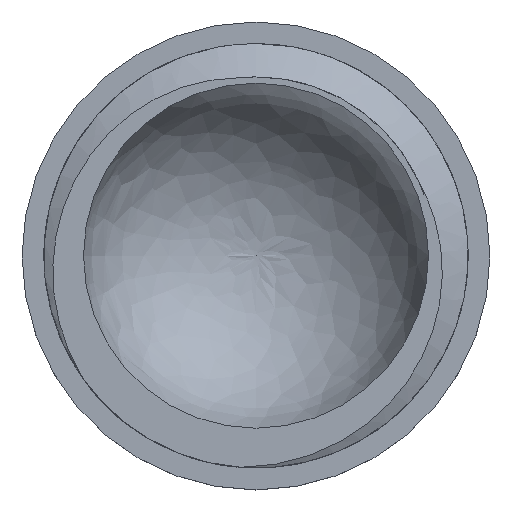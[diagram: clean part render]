
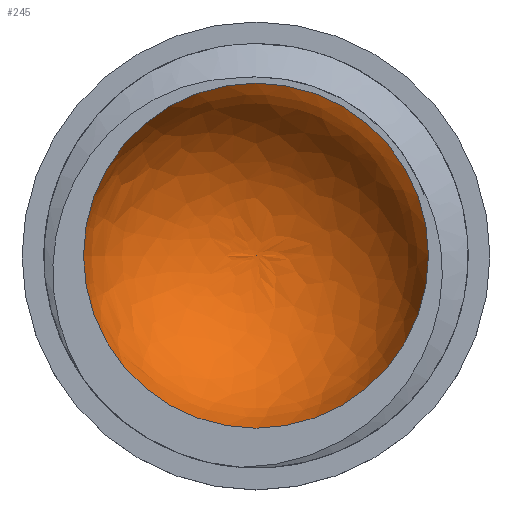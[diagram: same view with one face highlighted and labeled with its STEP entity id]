
A CAD part, top view. The second image highlights one B-rep face of the part: STEP entity #245.
In plain terms, the highlighted free-form (B-spline) face has degree [2, 2] with [3, 9] control points.
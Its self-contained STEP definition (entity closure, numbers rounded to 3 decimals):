
#20=(
BOUNDED_SURFACE()
B_SPLINE_SURFACE(2,2,((#1533,#1534,#1535,#1536,#1537,#1538,#1539,#1540,
#1541),(#1542,#1543,#1544,#1545,#1546,#1547,#1548,#1549,#1550),(#1551,#1552,
#1553,#1554,#1555,#1556,#1557,#1558,#1559)),.UNSPECIFIED.,.F.,.T.,.F.)
B_SPLINE_SURFACE_WITH_KNOTS((3,3),(3,2,2,2,3),(-1.571,-0.183),
(-3.142,-1.571,0.,1.571,3.142),
 .UNSPECIFIED.)
GEOMETRIC_REPRESENTATION_ITEM()
RATIONAL_B_SPLINE_SURFACE(((1.,0.707,1.,0.707,1.,
0.707,1.,0.707,1.),(0.769,0.544,
0.769,0.544,0.769,0.544,0.769,
0.544,0.769),(1.,0.707,1.,0.707,
1.,0.707,1.,0.707,1.)))
REPRESENTATION_ITEM('')
SURFACE()
);
#33=FACE_OUTER_BOUND('',#48,.T.);
#48=EDGE_LOOP('',(#207,#208,#209));
#60=CIRCLE('',#277,8.849);
#61=CIRCLE('',#278,9.);
#117=VERTEX_POINT('',#1560);
#118=VERTEX_POINT('',#1562);
#151=EDGE_CURVE('',#117,#117,#60,.T.);
#152=EDGE_CURVE('',#117,#118,#61,.T.);
#207=ORIENTED_EDGE('',*,*,#151,.T.);
#208=ORIENTED_EDGE('',*,*,#152,.T.);
#209=ORIENTED_EDGE('',*,*,#152,.F.);
#245=ADVANCED_FACE('',(#33),#20,.T.);
#277=AXIS2_PLACEMENT_3D('',#1561,#319,#320);
#278=AXIS2_PLACEMENT_3D('',#1563,#321,#322);
#319=DIRECTION('center_axis',(0.,0.,1.));
#320=DIRECTION('ref_axis',(1.,0.,0.));
#321=DIRECTION('center_axis',(0.,-1.,0.));
#322=DIRECTION('ref_axis',(-1.,0.,0.));
#1533=CARTESIAN_POINT('Ctrl Pts',(0.,0.101,
2.72));
#1534=CARTESIAN_POINT('Ctrl Pts',(0.,0.101,
2.72));
#1535=CARTESIAN_POINT('Ctrl Pts',(0.,0.101,2.72));
#1536=CARTESIAN_POINT('Ctrl Pts',(0.,0.101,
2.72));
#1537=CARTESIAN_POINT('Ctrl Pts',(0.,0.101,
2.72));
#1538=CARTESIAN_POINT('Ctrl Pts',(0.,0.101,
2.72));
#1539=CARTESIAN_POINT('Ctrl Pts',(0.,0.101,2.72));
#1540=CARTESIAN_POINT('Ctrl Pts',(0.,0.101,
2.72));
#1541=CARTESIAN_POINT('Ctrl Pts',(0.,0.101,
2.72));
#1542=CARTESIAN_POINT('Ctrl Pts',(-7.485,0.101,2.72));
#1543=CARTESIAN_POINT('Ctrl Pts',(-7.485,-7.384,2.72));
#1544=CARTESIAN_POINT('Ctrl Pts',(0.,-7.384,2.72));
#1545=CARTESIAN_POINT('Ctrl Pts',(7.485,-7.384,2.72));
#1546=CARTESIAN_POINT('Ctrl Pts',(7.485,0.101,2.72));
#1547=CARTESIAN_POINT('Ctrl Pts',(7.485,7.585,2.72));
#1548=CARTESIAN_POINT('Ctrl Pts',(0.,7.585,2.72));
#1549=CARTESIAN_POINT('Ctrl Pts',(-7.485,7.585,2.72));
#1550=CARTESIAN_POINT('Ctrl Pts',(-7.485,0.101,2.72));
#1551=CARTESIAN_POINT('Ctrl Pts',(-8.849,0.101,10.08));
#1552=CARTESIAN_POINT('Ctrl Pts',(-8.849,-8.748,10.08));
#1553=CARTESIAN_POINT('Ctrl Pts',(0.,-8.748,10.08));
#1554=CARTESIAN_POINT('Ctrl Pts',(8.849,-8.748,10.08));
#1555=CARTESIAN_POINT('Ctrl Pts',(8.849,0.101,10.08));
#1556=CARTESIAN_POINT('Ctrl Pts',(8.849,8.949,10.08));
#1557=CARTESIAN_POINT('Ctrl Pts',(0.,8.949,10.08));
#1558=CARTESIAN_POINT('Ctrl Pts',(-8.849,8.949,10.08));
#1559=CARTESIAN_POINT('Ctrl Pts',(-8.849,0.101,10.08));
#1560=CARTESIAN_POINT('',(-8.849,0.101,10.08));
#1561=CARTESIAN_POINT('Origin',(0.,0.101,10.08));
#1562=CARTESIAN_POINT('',(0.,0.101,2.72));
#1563=CARTESIAN_POINT('Origin',(0.001,0.101,
11.72));
